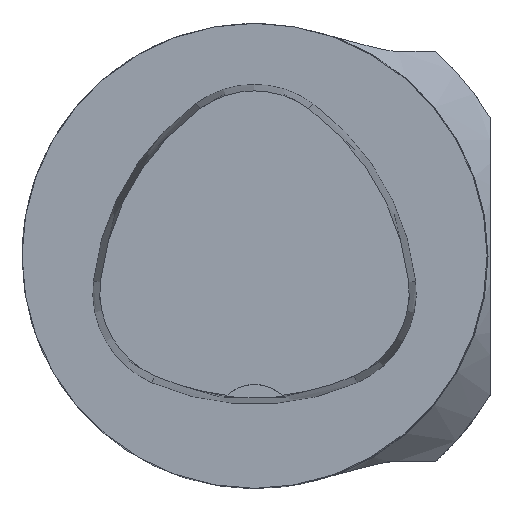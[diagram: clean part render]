
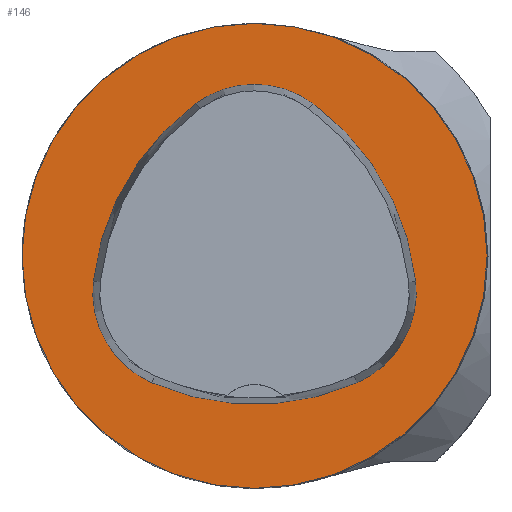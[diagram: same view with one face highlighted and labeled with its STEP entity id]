
A CAD part, top view. The second image highlights one B-rep face of the part: STEP entity #146.
In plain terms, the highlighted planar face has unit normal (0, 0, 1).
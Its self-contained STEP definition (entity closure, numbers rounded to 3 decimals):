
#46=PLANE('',#1130);
#146=ADVANCED_FACE('',(#306,#307),#46,.T.);
#244=CIRCLE('',#1101,40.);
#246=CIRCLE('',#1108,44.);
#248=CIRCLE('',#1111,17.);
#250=CIRCLE('',#1114,44.);
#252=CIRCLE('',#1117,17.);
#256=CIRCLE('',#1122,44.);
#258=CIRCLE('',#1125,17.);
#306=FACE_BOUND('',#358,.T.);
#307=FACE_BOUND('',#359,.T.);
#358=EDGE_LOOP('',(#504,#505,#506,#507,#508,#509));
#359=EDGE_LOOP('',(#510));
#504=ORIENTED_EDGE('',*,*,#861,.T.);
#505=ORIENTED_EDGE('',*,*,#841,.T.);
#506=ORIENTED_EDGE('',*,*,#845,.T.);
#507=ORIENTED_EDGE('',*,*,#848,.T.);
#508=ORIENTED_EDGE('',*,*,#851,.T.);
#509=ORIENTED_EDGE('',*,*,#859,.T.);
#510=ORIENTED_EDGE('',*,*,#830,.F.);
#733=VERTEX_POINT('',#1574);
#744=VERTEX_POINT('',#1624);
#745=VERTEX_POINT('',#1625);
#748=VERTEX_POINT('',#1633);
#750=VERTEX_POINT('',#1639);
#752=VERTEX_POINT('',#1645);
#759=VERTEX_POINT('',#1666);
#830=EDGE_CURVE('',#733,#733,#244,.T.);
#841=EDGE_CURVE('',#744,#745,#246,.T.);
#845=EDGE_CURVE('',#745,#748,#248,.T.);
#848=EDGE_CURVE('',#748,#750,#250,.T.);
#851=EDGE_CURVE('',#750,#752,#252,.T.);
#859=EDGE_CURVE('',#752,#759,#256,.T.);
#861=EDGE_CURVE('',#759,#744,#258,.T.);
#1101=AXIS2_PLACEMENT_3D('',#1573,#1248,#1249);
#1108=AXIS2_PLACEMENT_3D('',#1623,#1266,#1267);
#1111=AXIS2_PLACEMENT_3D('',#1632,#1274,#1275);
#1114=AXIS2_PLACEMENT_3D('',#1638,#1281,#1282);
#1117=AXIS2_PLACEMENT_3D('',#1644,#1288,#1289);
#1122=AXIS2_PLACEMENT_3D('',#1667,#1300,#1301);
#1125=AXIS2_PLACEMENT_3D('',#1670,#1306,#1307);
#1130=AXIS2_PLACEMENT_3D('',#1675,#1316,#1317);
#1248=DIRECTION('',(0.,0.,-1.));
#1249=DIRECTION('',(-1.,0.,0.));
#1266=DIRECTION('',(0.,0.,-1.));
#1267=DIRECTION('',(-1.,0.,0.));
#1274=DIRECTION('',(0.,0.,-1.));
#1275=DIRECTION('',(-1.,0.,0.));
#1281=DIRECTION('',(0.,0.,-1.));
#1282=DIRECTION('',(-1.,0.,0.));
#1288=DIRECTION('',(0.,0.,-1.));
#1289=DIRECTION('',(-1.,0.,0.));
#1300=DIRECTION('',(0.,0.,-1.));
#1301=DIRECTION('',(-1.,0.,0.));
#1306=DIRECTION('',(0.,0.,-1.));
#1307=DIRECTION('',(-1.,0.,0.));
#1316=DIRECTION('',(0.,0.,1.));
#1317=DIRECTION('',(1.,0.,0.));
#1573=CARTESIAN_POINT('',(0.,0.,0.));
#1574=CARTESIAN_POINT('',(-40.,0.,0.));
#1623=CARTESIAN_POINT('',(16.01,-9.224,0.));
#1624=CARTESIAN_POINT('',(-27.722,-4.378,0.));
#1625=CARTESIAN_POINT('',(-10.119,26.178,0.));
#1632=CARTESIAN_POINT('',(-0.023,12.5,0.));
#1633=CARTESIAN_POINT('',(10.049,26.194,0.));
#1638=CARTESIAN_POINT('',(-16.021,-9.25,0.));
#1639=CARTESIAN_POINT('',(27.71,-4.394,0.));
#1644=CARTESIAN_POINT('',(10.814,-6.27,0.));
#1645=CARTESIAN_POINT('',(17.611,-21.852,0.));
#1666=CARTESIAN_POINT('',(-17.652,-21.819,0.));
#1667=CARTESIAN_POINT('',(0.017,18.477,0.));
#1670=CARTESIAN_POINT('',(-10.825,-6.25,0.));
#1675=CARTESIAN_POINT('',(0.,0.,0.));
